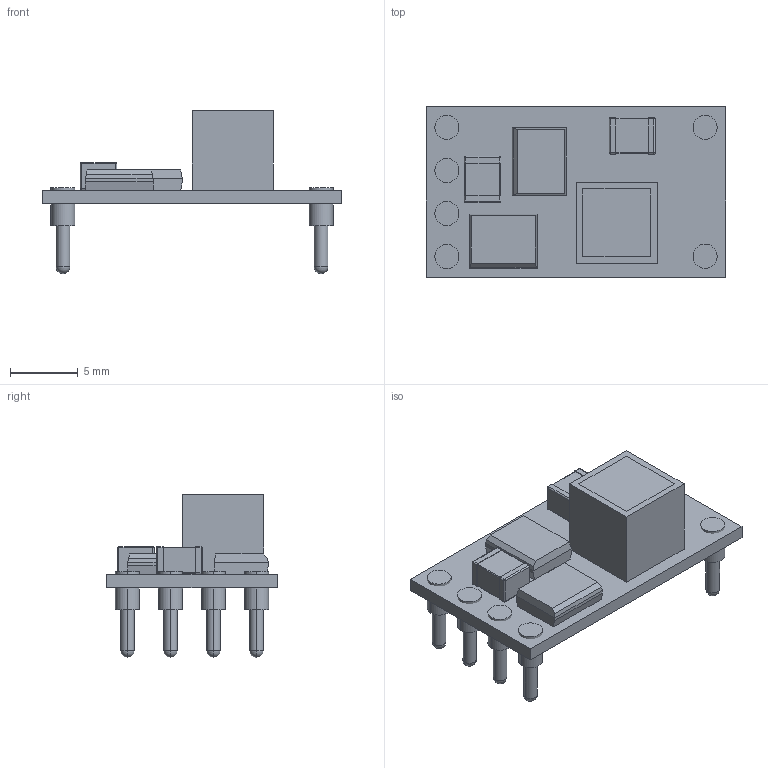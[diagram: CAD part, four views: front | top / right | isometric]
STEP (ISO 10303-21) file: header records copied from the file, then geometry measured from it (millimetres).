
FILE_DESCRIPTION((''),'2;1');
FILE_NAME('TEXAS_EUU (R-PDSS-T6).stp','2010-07-07T15:33:21',(''),(''),'Mechanical Desktop 2010','Mechanical Desktop 2010',', , ');
FILE_SCHEMA(('AUTOMOTIVE_DESIGN { 1 2 10303 214 1 1 1 1 }'));
Length unit declared in the file: millimetre
Products named in the file (1): Product
Bounding box: 22.1 x 12.57 x 12.05 mm (x, y, z)
Volume: 641.3 mm3; surface area: 1339.7 mm2
Topology: 23 solids, 23 shells, 195 faces, 410 edges, 234 vertices
Faces by surface type: plane 103, cylinder 64, sphere 28
Entity records: 4984 total; most frequent: DIRECTION 914, CARTESIAN_POINT 812, ORIENTED_EDGE 764, EDGE_CURVE 382, AXIS2_PLACEMENT_3D 336, VECTOR 242, LINE 242, VERTEX_POINT 234
